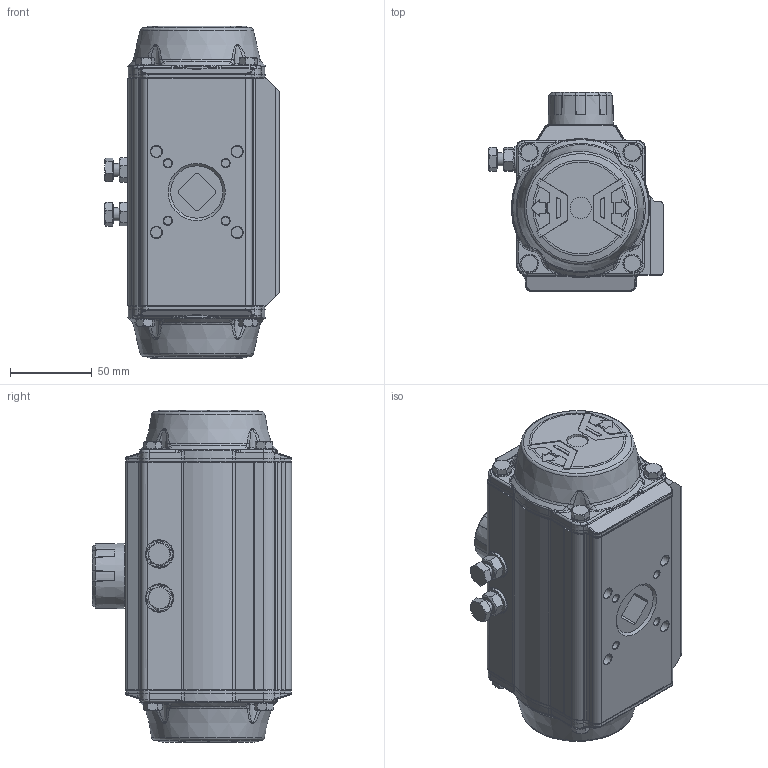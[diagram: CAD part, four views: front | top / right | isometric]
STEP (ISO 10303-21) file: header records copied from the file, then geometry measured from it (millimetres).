
FILE_DESCRIPTION(/* description */ (''),/* implementation_level */ '2;1');
FILE_NAME(/* name */ 'AT201U+Multifunzione.stp',/* time_stamp */ '2019-11-04T10:00:26+01:00',/* author */ ('A8711351'),/* organization */ (''),/* preprocessor_version */ 'ST-DEVELOPER v18',/* originating_system */ 'Autodesk Inventor 2020',/* authorisation */ '');
FILE_SCHEMA (('AUTOMOTIVE_DESIGN { 1 0 10303 214 3 1 1 }'));
Products named in the file (1): AT201U+Multifunzione
Bounding box: 106.8 x 122 x 203.4 mm (x, y, z)
Volume: 1478676.7 mm3; surface area: 91900 mm2
Topology: 1 solids, 2 shells, 1469 faces, 3680 edges, 2241 vertices
Faces by surface type: plane 550, bspline 358, cylinder 241, cone 218, torus 100, sphere 2
Full cylindrical faces by diameter (mm): 4.134 x4, 5 x4, 6.8 x4, 8 x2, 8.566 x2, 11.5 x8, 11.63 x2, 13 x2, 16 x2, 22.3 x1, 32.2 x1
Entity records: 51236 total; most frequent: CARTESIAN_POINT 18237, ORIENTED_EDGE 7324, DIRECTION 6441, EDGE_CURVE 3662, AXIS2_PLACEMENT_3D 2543, VERTEX_POINT 2241, EDGE_LOOP 1513, FACE_OUTER_BOUND 1469
